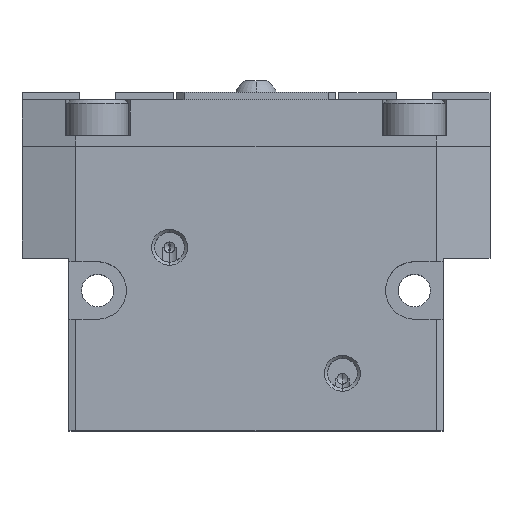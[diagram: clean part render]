
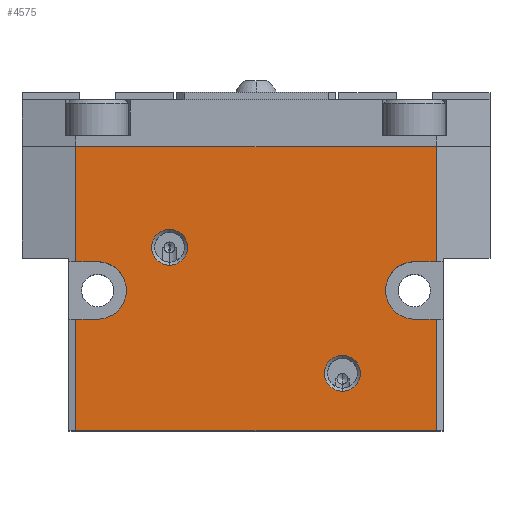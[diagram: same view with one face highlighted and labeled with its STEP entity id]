
A CAD part, top view. The second image highlights one B-rep face of the part: STEP entity #4575.
In plain terms, the highlighted planar face has unit normal (0, 0, 1).
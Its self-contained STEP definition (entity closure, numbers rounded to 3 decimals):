
#2287 = VERTEX_POINT( '', #6211 );
#2511 = VERTEX_POINT( '', #6463 );
#2589 = VERTEX_POINT( '', #6549 );
#2695 = VERTEX_POINT( '', #6666 );
#2761 = VERTEX_POINT( '', #6738 );
#2999 = EDGE_CURVE( '', #2695, #3757, #7012, .T. );
#3057 = VERTEX_POINT( '', #7074 );
#3147 = EDGE_CURVE( '', #4457, #4187, #7172, .T. );
#3209 = VERTEX_POINT( '', #7238 );
#3231 = EDGE_CURVE( '', #5221, #3057, #7265, .T. );
#3327 = EDGE_CURVE( '', #3057, #4457, #7372, .T. );
#3663 = EDGE_CURVE( '', #3757, #5221, #7745, .T. );
#3757 = VERTEX_POINT( '', #7850 );
#3827 = EDGE_CURVE( '', #5815, #2287, #7927, .T. );
#4007 = VERTEX_POINT( '', #8124 );
#4023 = EDGE_CURVE( '', #2511, #4389, #8141, .T. );
#4187 = VERTEX_POINT( '', #8325 );
#4327 = EDGE_CURVE( '', #4007, #2761, #8477, .T. );
#4343 = EDGE_CURVE( '', #5815, #4909, #8494, .T. );
#4389 = VERTEX_POINT( '', #8548 );
#4457 = VERTEX_POINT( '', #8624 );
#4575 = ADVANCED_FACE( '', ( #8753, #8754, #8755 ), #8756, .T. );
#4591 = EDGE_CURVE( '', #3209, #2695, #8773, .T. );
#4857 = EDGE_CURVE( '', #4909, #3209, #9063, .T. );
#4909 = VERTEX_POINT( '', #9119 );
#5121 = EDGE_CURVE( '', #2761, #4007, #9356, .T. );
#5221 = VERTEX_POINT( '', #9465 );
#5243 = EDGE_CURVE( '', #5391, #2589, #9494, .T. );
#5391 = VERTEX_POINT( '', #9656 );
#5633 = EDGE_CURVE( '', #4187, #2511, #9922, .T. );
#5691 = EDGE_CURVE( '', #2589, #5391, #9986, .T. );
#5813 = EDGE_CURVE( '', #4389, #2287, #10122, .T. );
#5815 = VERTEX_POINT( '', #10124 );
#6211 = CARTESIAN_POINT( '', ( -25.036, 0., 18. ) );
#6463 = CARTESIAN_POINT( '', ( -22., 15.5, 18. ) );
#6549 = CARTESIAN_POINT( '', ( 12., 10.5, 18. ) );
#6666 = CARTESIAN_POINT( '', ( 22., 23.5, 18. ) );
#6738 = CARTESIAN_POINT( '', ( -12., 28., 18. ) );
#7012 = LINE( '', #11991, #11992 );
#7074 = CARTESIAN_POINT( '', ( -25.036, 39.49, 18. ) );
#7172 = LINE( '', #12235, #12236 );
#7238 = CARTESIAN_POINT( '', ( 22., 15.5, 18. ) );
#7265 = LINE( '', #12361, #12362 );
#7372 = LINE( '', #12548, #12549 );
#7745 = LINE( '', #13205, #13206 );
#7850 = CARTESIAN_POINT( '', ( 25.036, 23.5, 18. ) );
#7927 = LINE( '', #13472, #13473 );
#8124 = CARTESIAN_POINT( '', ( -12., 23., 18. ) );
#8141 = LINE( '', #13832, #13833 );
#8325 = CARTESIAN_POINT( '', ( -22., 23.5, 18. ) );
#8477 = CIRCLE( '', #14347, 2.5 );
#8494 = LINE( '', #14371, #14372 );
#8548 = CARTESIAN_POINT( '', ( -25.036, 15.5, 18. ) );
#8624 = CARTESIAN_POINT( '', ( -25.036, 23.5, 18. ) );
#8753 = FACE_OUTER_BOUND( '', #14726, .T. );
#8754 = FACE_BOUND( '', #14727, .T. );
#8755 = FACE_BOUND( '', #14728, .T. );
#8756 = PLANE( '', #14729 );
#8773 = CIRCLE( '', #14749, 4. );
#9063 = LINE( '', #15167, #15168 );
#9119 = CARTESIAN_POINT( '', ( 25.036, 15.5, 18. ) );
#9356 = CIRCLE( '', #15627, 2.5 );
#9465 = CARTESIAN_POINT( '', ( 25.036, 39.49, 18. ) );
#9494 = CIRCLE( '', #15815, 2.5 );
#9656 = CARTESIAN_POINT( '', ( 12., 5.5, 18. ) );
#9922 = CIRCLE( '', #16486, 4. );
#9986 = CIRCLE( '', #16579, 2.5 );
#10122 = LINE( '', #16783, #16784 );
#10124 = CARTESIAN_POINT( '', ( 25.036, 0., 18. ) );
#11991 = CARTESIAN_POINT( '', ( 34.75, 23.5, 18. ) );
#11992 = VECTOR( '', #18162, 1. );
#12235 = CARTESIAN_POINT( '', ( 5.25, 23.5, 18. ) );
#12236 = VECTOR( '', #18314, 1. );
#12361 = CARTESIAN_POINT( '', ( 16.25, 39.49, 18. ) );
#12362 = VECTOR( '', #18438, 1. );
#12548 = CARTESIAN_POINT( '', ( -25.036, 23., 18. ) );
#12549 = VECTOR( '', #18556, 1. );
#13205 = CARTESIAN_POINT( '', ( 25.036, 23., 18. ) );
#13206 = VECTOR( '', #18966, 1. );
#13472 = CARTESIAN_POINT( '', ( 32.5, 0., 18. ) );
#13473 = VECTOR( '', #19161, 1. );
#13832 = CARTESIAN_POINT( '', ( -2.25, 15.5, 18. ) );
#13833 = VECTOR( '', #19390, 1. );
#14347 = AXIS2_PLACEMENT_3D( '', #19756, #19757, #19758 );
#14371 = CARTESIAN_POINT( '', ( 25.036, 23., 18. ) );
#14372 = VECTOR( '', #19777, 1. );
#14726 = EDGE_LOOP( '', ( #20084, #20085, #20086, #20087, #20088, #20089, #20090, #20091, #20092, #20093, #20094, #20095 ) );
#14727 = EDGE_LOOP( '', ( #20096, #20097 ) );
#14728 = EDGE_LOOP( '', ( #20098, #20099 ) );
#14729 = AXIS2_PLACEMENT_3D( '', #20100, #20101, #20102 );
#14749 = AXIS2_PLACEMENT_3D( '', #20116, #20117, #20118 );
#15167 = CARTESIAN_POINT( '', ( 27.25, 15.5, 18. ) );
#15168 = VECTOR( '', #20421, 1. );
#15627 = AXIS2_PLACEMENT_3D( '', #20749, #20750, #20751 );
#15815 = AXIS2_PLACEMENT_3D( '', #20911, #20912, #20913 );
#16486 = AXIS2_PLACEMENT_3D( '', #21338, #21339, #21340 );
#16579 = AXIS2_PLACEMENT_3D( '', #21416, #21417, #21418 );
#16783 = CARTESIAN_POINT( '', ( -25.036, 23., 18. ) );
#16784 = VECTOR( '', #21551, 1. );
#18162 = DIRECTION( '', ( 1., 0., 0. ) );
#18314 = DIRECTION( '', ( 1., 0., 0. ) );
#18438 = DIRECTION( '', ( -1., 0., 0. ) );
#18556 = DIRECTION( '', ( 0., -1., 0. ) );
#18966 = DIRECTION( '', ( 0., 1., 0. ) );
#19161 = DIRECTION( '', ( -1., 0., 0. ) );
#19390 = DIRECTION( '', ( -1., 0., 0. ) );
#19756 = CARTESIAN_POINT( '', ( -12., 25.5, 18. ) );
#19757 = DIRECTION( '', ( 0., 0., -1. ) );
#19758 = DIRECTION( '', ( 0., 1., 0. ) );
#19777 = DIRECTION( '', ( 0., 1., 0. ) );
#20084 = ORIENTED_EDGE( '', *, *, #3231, .T. );
#20085 = ORIENTED_EDGE( '', *, *, #3327, .T. );
#20086 = ORIENTED_EDGE( '', *, *, #3147, .T. );
#20087 = ORIENTED_EDGE( '', *, *, #5633, .T. );
#20088 = ORIENTED_EDGE( '', *, *, #4023, .T. );
#20089 = ORIENTED_EDGE( '', *, *, #5813, .T. );
#20090 = ORIENTED_EDGE( '', *, *, #3827, .F. );
#20091 = ORIENTED_EDGE( '', *, *, #4343, .T. );
#20092 = ORIENTED_EDGE( '', *, *, #4857, .T. );
#20093 = ORIENTED_EDGE( '', *, *, #4591, .T. );
#20094 = ORIENTED_EDGE( '', *, *, #2999, .T. );
#20095 = ORIENTED_EDGE( '', *, *, #3663, .T. );
#20096 = ORIENTED_EDGE( '', *, *, #5691, .T. );
#20097 = ORIENTED_EDGE( '', *, *, #5243, .T. );
#20098 = ORIENTED_EDGE( '', *, *, #5121, .T. );
#20099 = ORIENTED_EDGE( '', *, *, #4327, .T. );
#20100 = CARTESIAN_POINT( '', ( 32.5, 46., 18. ) );
#20101 = DIRECTION( '', ( 0., 0., 1. ) );
#20102 = DIRECTION( '', ( 0., 1., 0. ) );
#20116 = CARTESIAN_POINT( '', ( 22., 19.5, 18. ) );
#20117 = DIRECTION( '', ( 0., 0., -1. ) );
#20118 = DIRECTION( '', ( 0., 1., 0. ) );
#20421 = DIRECTION( '', ( -1., 0., 0. ) );
#20749 = CARTESIAN_POINT( '', ( -12., 25.5, 18. ) );
#20750 = DIRECTION( '', ( 0., 0., -1. ) );
#20751 = DIRECTION( '', ( 0., 1., 0. ) );
#20911 = CARTESIAN_POINT( '', ( 12., 8., 18. ) );
#20912 = DIRECTION( '', ( 0., 0., -1. ) );
#20913 = DIRECTION( '', ( 0., 1., 0. ) );
#21338 = CARTESIAN_POINT( '', ( -22., 19.5, 18. ) );
#21339 = DIRECTION( '', ( 0., 0., -1. ) );
#21340 = DIRECTION( '', ( 0., -1., 0. ) );
#21416 = CARTESIAN_POINT( '', ( 12., 8., 18. ) );
#21417 = DIRECTION( '', ( 0., 0., -1. ) );
#21418 = DIRECTION( '', ( 0., 1., 0. ) );
#21551 = DIRECTION( '', ( 0., -1., 0. ) );
